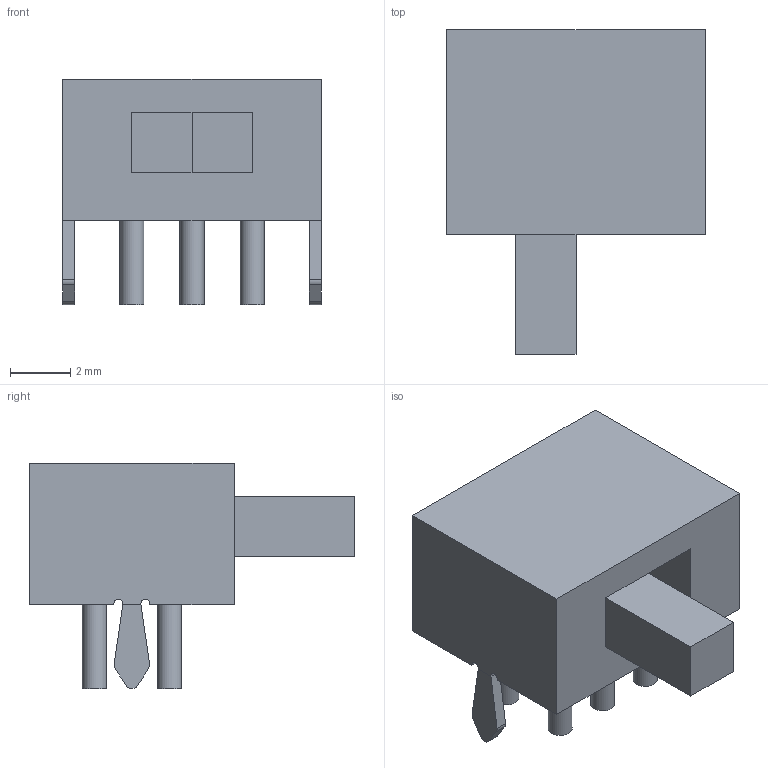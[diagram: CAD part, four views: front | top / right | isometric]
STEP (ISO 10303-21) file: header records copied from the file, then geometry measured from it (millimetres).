
FILE_DESCRIPTION(('FreeCAD Model'),'2;1');
FILE_NAME('OS202011MA0QN1.step', '2019-10-29T14:07:46',('Author'),(''), 'Open CASCADE STEP processor 7.3','FreeCAD','Unknown');
FILE_SCHEMA(('AUTOMOTIVE_DESIGN { 1 0 10303 214 1 1 1 1 }'));
Length unit declared in the file: millimetre
Products named in the file (1): Body
Bounding box: 8.6 x 10.8 x 7.5 mm (x, y, z)
Volume: 288.5 mm3; surface area: 377.5 mm2
Topology: 1 solids, 1 shells, 49 faces, 114 edges, 74 vertices
Faces by surface type: plane 35, cylinder 14
Full cylindrical faces by diameter (mm): 0.8 x6
Entity records: 2933 total; most frequent: CARTESIAN_POINT 550, DIRECTION 456, LINE 286, VECTOR 286, ORIENTED_EDGE 228, PCURVE 228, DEFINITIONAL_REPRESENTATION 228, EDGE_CURVE 114
